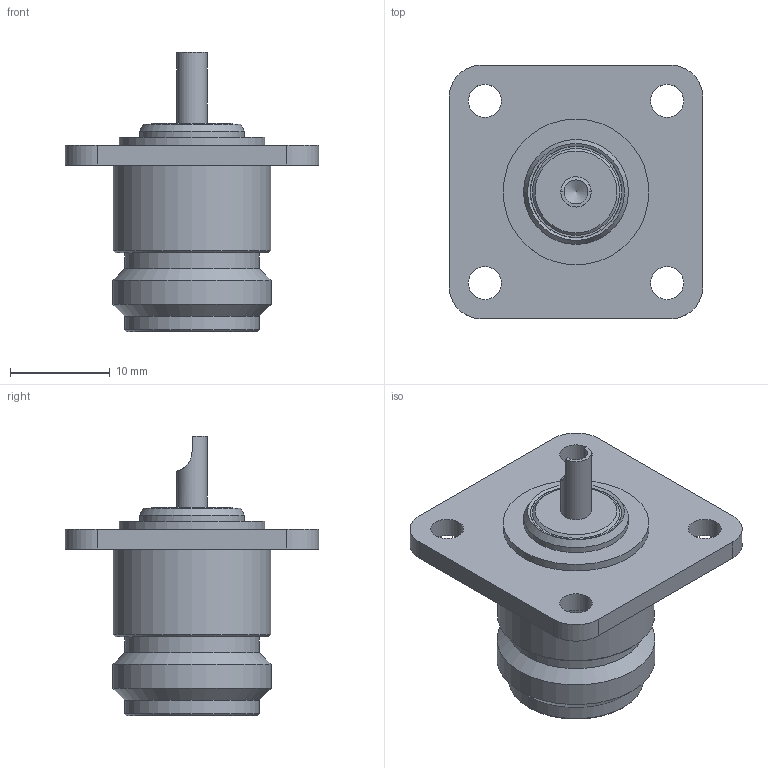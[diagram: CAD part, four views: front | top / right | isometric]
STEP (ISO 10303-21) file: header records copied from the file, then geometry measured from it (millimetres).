
FILE_DESCRIPTION (( 'STEP AP203' ), '1' );
FILE_NAME ('R161.404.000U.STEP', '2012-04-02T03:02:11', ( 'Radiall' ), ( 'Radiall' ), 'SwSTEP 2.0', 'SolidWorks 2011', '' );
FILE_SCHEMA (( 'CONFIG_CONTROL_DESIGN' ));
Length unit declared in the file: millimetre
Products named in the file (1): R161.404.000U
Bounding box: 25.4 x 25.4 x 28 mm (x, y, z)
Volume: 3917.3 mm3; surface area: 2885.6 mm2
Topology: 1 solids, 1 shells, 78 faces, 195 edges, 127 vertices
Faces by surface type: cone 32, plane 25, cylinder 19, bspline 2
Full cylindrical faces by diameter (mm): 2.4 x1, 3.03 x2, 3.3 x4, 7 x1, 10.5 x1, 13.5 x2, 14.6 x1, 15.75 x1, 15.84 x1
Entity records: 2543 total; most frequent: CARTESIAN_POINT 815, DIRECTION 332, ORIENTED_EDGE 322, EDGE_CURVE 161, AXIS2_PLACEMENT_3D 148, EDGE_LOOP 120, VERTEX_POINT 119, FACE_OUTER_BOUND 92
